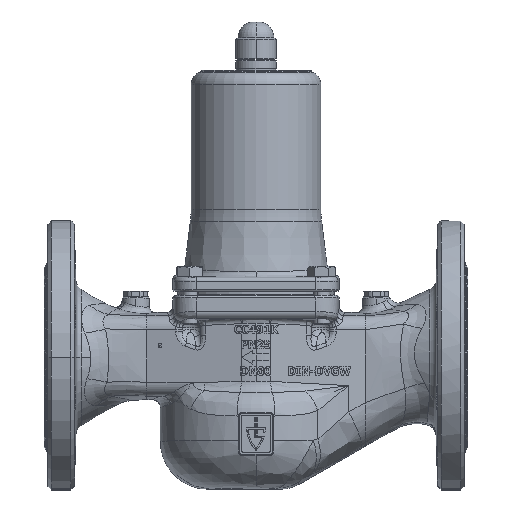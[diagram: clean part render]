
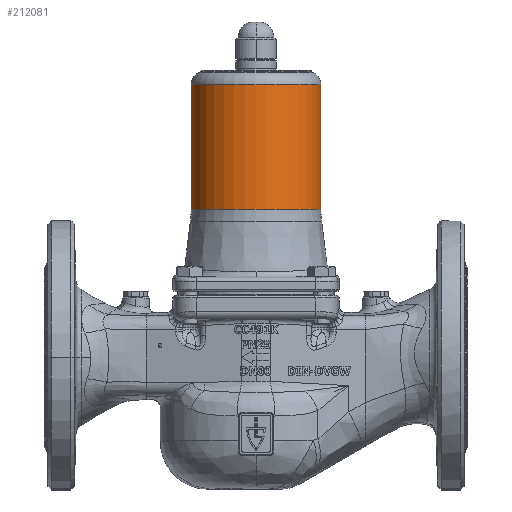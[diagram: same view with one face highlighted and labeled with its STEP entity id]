
A CAD part, top view. The second image highlights one B-rep face of the part: STEP entity #212081.
In plain terms, the highlighted cylindrical face has radius 47.5 mm (diameter 95 mm), a partial arc.
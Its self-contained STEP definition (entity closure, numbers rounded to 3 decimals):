
#4855 = ORIENTED_EDGE ( 'NONE', *, *, #207686, .T. ) ;
#4857 = ORIENTED_EDGE ( 'NONE', *, *, #207693, .T. ) ;
#4861 = ORIENTED_EDGE ( 'NONE', *, *, #207671, .F. ) ;
#4865 = ORIENTED_EDGE ( 'NONE', *, *, #207696, .F. ) ;
#52953 = CARTESIAN_POINT ( 'NONE',  ( 47.5, 259.127, 0. ) ) ;
#52964 = CARTESIAN_POINT ( 'NONE',  ( -47.5, 259.127, 0. ) ) ;
#52967 = CARTESIAN_POINT ( 'NONE',  ( -47.5, 168.022, 0. ) ) ;
#52974 = CARTESIAN_POINT ( 'NONE',  ( 47.5, 168.022, 0. ) ) ;
#104430 = CARTESIAN_POINT ( 'NONE',  ( 0., 259.127, 0. ) ) ;
#104431 = DIRECTION ( 'NONE',  ( 0., 1., 0. ) ) ;
#104432 = DIRECTION ( 'NONE',  ( -1., 0., 0. ) ) ;
#104439 = CARTESIAN_POINT ( 'NONE',  ( 47.5, 284.157, 0. ) ) ;
#104444 = LINE ( 'NONE', #104439, #107131 ) ;
#104445 = CARTESIAN_POINT ( 'NONE',  ( 0., 168.022, 0. ) ) ;
#104446 = DIRECTION ( 'NONE',  ( 0., 1., 0. ) ) ;
#104447 = DIRECTION ( 'NONE',  ( -1., 0., 0. ) ) ;
#104448 = DIRECTION ( 'NONE',  ( 0., 1., 0. ) ) ;
#104449 = LINE ( 'NONE', #104450, #107157 ) ;
#104450 = CARTESIAN_POINT ( 'NONE',  ( -47.5, 284.157, 0. ) ) ;
#104451 = DIRECTION ( 'NONE',  ( 0., 1., 0. ) ) ;
#107117 = CIRCLE ( 'NONE', #107132, 47.5 ) ;
#107131 = VECTOR ( 'NONE', #104448, 1000. ) ;
#107132 = AXIS2_PLACEMENT_3D ( 'NONE', #104430, #104431, #104432 ) ;
#107145 = CIRCLE ( 'NONE', #107155, 47.5 ) ;
#107155 = AXIS2_PLACEMENT_3D ( 'NONE', #104445, #104446, #104447 ) ;
#107157 = VECTOR ( 'NONE', #104451, 1000. ) ;
#157169 = AXIS2_PLACEMENT_3D ( 'NONE', #167575, #167585, #167586 ) ;
#167561 = FACE_OUTER_BOUND ( 'NONE', #200572, .T. ) ;
#167574 = CYLINDRICAL_SURFACE ( 'NONE', #157169, 47.5 ) ;
#167575 = CARTESIAN_POINT ( 'NONE',  ( 0., 284.157, 0. ) ) ;
#167585 = DIRECTION ( 'NONE',  ( 0., 1., 0. ) ) ;
#167586 = DIRECTION ( 'NONE',  ( -1., 0., 0. ) ) ;
#188768 = VERTEX_POINT ( 'NONE', #52953 ) ;
#188769 = VERTEX_POINT ( 'NONE', #52967 ) ;
#188774 = VERTEX_POINT ( 'NONE', #52964 ) ;
#188776 = VERTEX_POINT ( 'NONE', #52974 ) ;
#200572 = EDGE_LOOP ( 'NONE', ( #4855, #4857, #4861, #4865 ) ) ;
#207671 = EDGE_CURVE ( 'NONE', #188774, #188768, #107117, .T. ) ;
#207686 = EDGE_CURVE ( 'NONE', #188769, #188776, #107145, .T. ) ;
#207693 = EDGE_CURVE ( 'NONE', #188776, #188768, #104444, .T. ) ;
#207696 = EDGE_CURVE ( 'NONE', #188769, #188774, #104449, .T. ) ;
#212081 = ADVANCED_FACE ( 'NONE', ( #167561 ), #167574, .T. ) ;
